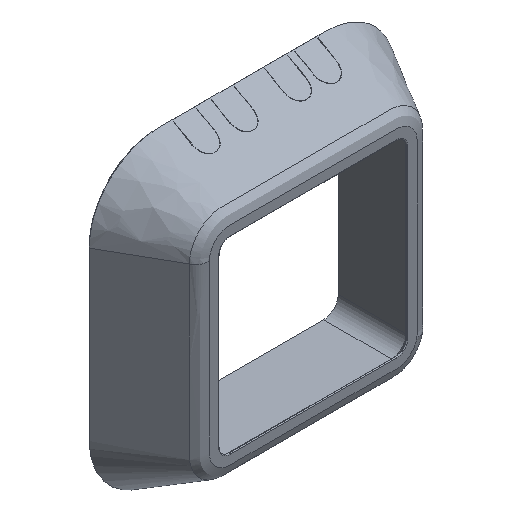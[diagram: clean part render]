
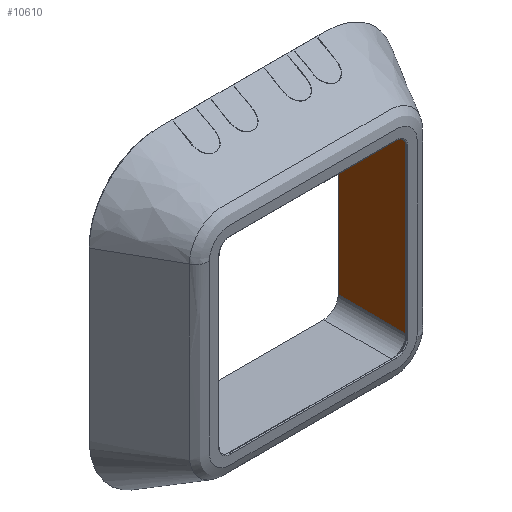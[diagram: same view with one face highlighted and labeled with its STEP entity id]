
A CAD part, isometric view. The second image highlights one B-rep face of the part: STEP entity #10610.
In plain terms, the highlighted planar face has unit normal (-1, 0, 0).
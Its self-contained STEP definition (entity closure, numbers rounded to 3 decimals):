
#1141 = FACE_OUTER_BOUND ( 'NONE', #1196, .T. ) ;
#1196 = EDGE_LOOP ( 'NONE', ( #8084, #7776, #11798, #5722 ) ) ;
#2580 = VERTEX_POINT ( 'NONE', #17879 ) ;
#2988 = VECTOR ( 'NONE', #9254, 1000. ) ;
#4471 = CARTESIAN_POINT ( 'NONE',  ( 67.1, 50., 57.1 ) ) ;
#4495 = CARTESIAN_POINT ( 'NONE',  ( 67.1, 3.5, 57.1 ) ) ;
#4926 = EDGE_CURVE ( 'NONE', #2580, #7583, #9776, .T. ) ;
#5722 = ORIENTED_EDGE ( 'NONE', *, *, #17519, .F. ) ;
#6141 = DIRECTION ( 'NONE',  ( 0., 0., -1. ) ) ;
#7583 = VERTEX_POINT ( 'NONE', #4495 ) ;
#7776 = ORIENTED_EDGE ( 'NONE', *, *, #16473, .T. ) ;
#8084 = ORIENTED_EDGE ( 'NONE', *, *, #4926, .T. ) ;
#8126 = CARTESIAN_POINT ( 'NONE',  ( 67.1, 3.5, 57.1 ) ) ;
#8525 = VECTOR ( 'NONE', #16908, 1000. ) ;
#8967 = LINE ( 'NONE', #4471, #15469 ) ;
#9254 = DIRECTION ( 'NONE',  ( 0., 1., 0. ) ) ;
#9776 = LINE ( 'NONE', #8126, #8525 ) ;
#9874 = VECTOR ( 'NONE', #18482, 1000. ) ;
#10330 = LINE ( 'NONE', #12169, #2988 ) ;
#10610 = ADVANCED_FACE ( 'NONE', ( #1141 ), #13074, .F. ) ;
#10614 = DIRECTION ( 'NONE',  ( 0., 0., -1. ) ) ;
#11798 = ORIENTED_EDGE ( 'NONE', *, *, #16629, .T. ) ;
#11810 = DIRECTION ( 'NONE',  ( 1., 0., 0. ) ) ;
#12169 = CARTESIAN_POINT ( 'NONE',  ( 67.1, 0., 57.1 ) ) ;
#12225 = LINE ( 'NONE', #12512, #9874 ) ;
#12512 = CARTESIAN_POINT ( 'NONE',  ( 67.1, 0., -57.1 ) ) ;
#13074 = PLANE ( 'NONE',  #18769 ) ;
#15469 = VECTOR ( 'NONE', #10614, 1000. ) ;
#15507 = CARTESIAN_POINT ( 'NONE',  ( 67.1, 50., 57.1 ) ) ;
#15911 = VERTEX_POINT ( 'NONE', #15507 ) ;
#16473 = EDGE_CURVE ( 'NONE', #7583, #15911, #10330, .T. ) ;
#16629 = EDGE_CURVE ( 'NONE', #15911, #16817, #8967, .T. ) ;
#16817 = VERTEX_POINT ( 'NONE', #18020 ) ;
#16908 = DIRECTION ( 'NONE',  ( 0., 0., 1. ) ) ;
#17519 = EDGE_CURVE ( 'NONE', #2580, #16817, #12225, .T. ) ;
#17879 = CARTESIAN_POINT ( 'NONE',  ( 67.1, 3.5, -57.1 ) ) ;
#18020 = CARTESIAN_POINT ( 'NONE',  ( 67.1, 50., -57.1 ) ) ;
#18482 = DIRECTION ( 'NONE',  ( 0., 1., 0. ) ) ;
#18769 = AXIS2_PLACEMENT_3D ( 'NONE', #19046, #11810, #6141 ) ;
#19046 = CARTESIAN_POINT ( 'NONE',  ( 67.1, 0., 57.1 ) ) ;
